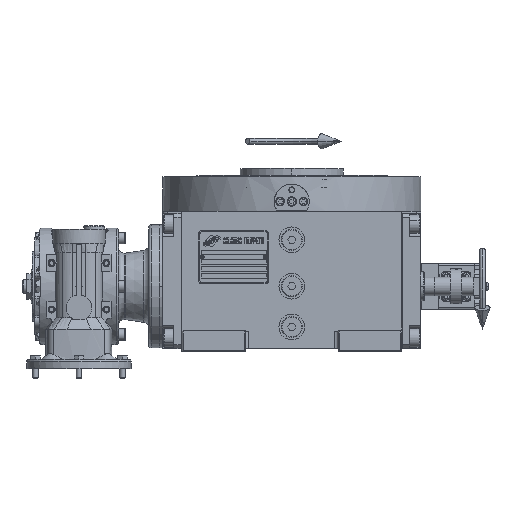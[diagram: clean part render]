
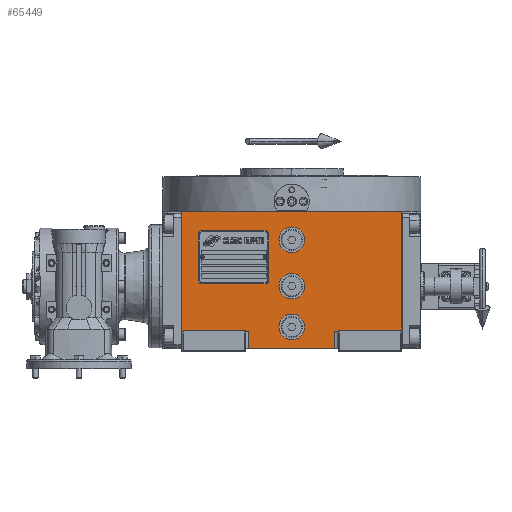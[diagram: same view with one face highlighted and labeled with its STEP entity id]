
A CAD part, top view. The second image highlights one B-rep face of the part: STEP entity #65449.
In plain terms, the highlighted planar face has unit normal (0, 0, 1).
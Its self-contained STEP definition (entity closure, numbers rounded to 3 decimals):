
#1705 = VERTEX_POINT ( 'NONE', #55774 ) ;
#2206 = VECTOR ( 'NONE', #78952, 1000. ) ;
#2780 = EDGE_LOOP ( 'NONE', ( #117208, #46588, #13375, #7382, #87396, #96280, #96312, #107345 ) ) ;
#3541 = AXIS2_PLACEMENT_3D ( 'NONE', #43879, #92944, #25854 ) ;
#3895 = AXIS2_PLACEMENT_3D ( 'NONE', #115082, #41116, #29974 ) ;
#4029 = FACE_BOUND ( 'NONE', #105915, .T. ) ;
#4665 = DIRECTION ( 'NONE',  ( 1., 0., 0. ) ) ;
#7382 = ORIENTED_EDGE ( 'NONE', *, *, #85376, .T. ) ;
#7914 = VERTEX_POINT ( 'NONE', #47858 ) ;
#8421 = EDGE_CURVE ( 'NONE', #7914, #25366, #11952, .T. ) ;
#9741 = ORIENTED_EDGE ( 'NONE', *, *, #71623, .F. ) ;
#9855 = VECTOR ( 'NONE', #20683, 1000. ) ;
#10626 = CARTESIAN_POINT ( 'NONE',  ( -94.5, 64.5, 163.5 ) ) ;
#11239 = EDGE_CURVE ( 'NONE', #66963, #1705, #33948, .T. ) ;
#11400 = VERTEX_POINT ( 'NONE', #13133 ) ;
#11952 = LINE ( 'NONE', #105804, #9855 ) ;
#13133 = CARTESIAN_POINT ( 'NONE',  ( 94.5, -38.5, 163.5 ) ) ;
#13375 = ORIENTED_EDGE ( 'NONE', *, *, #92618, .T. ) ;
#13406 = VECTOR ( 'NONE', #16902, 1000. ) ;
#16034 = LINE ( 'NONE', #42760, #121603 ) ;
#16902 = DIRECTION ( 'NONE',  ( 0., 1., 0. ) ) ;
#17384 = ORIENTED_EDGE ( 'NONE', *, *, #29760, .F. ) ;
#20026 = CARTESIAN_POINT ( 'NONE',  ( 0., 40., 163.5 ) ) ;
#20683 = DIRECTION ( 'NONE',  ( 1., 0., 0. ) ) ;
#23527 = VERTEX_POINT ( 'NONE', #52478 ) ;
#23603 = CARTESIAN_POINT ( 'NONE',  ( 11., -35., 163.5 ) ) ;
#24060 = CIRCLE ( 'NONE', #63797, 11. ) ;
#24204 = VERTEX_POINT ( 'NONE', #38561 ) ;
#24874 = EDGE_CURVE ( 'NONE', #49383, #47794, #69433, .T. ) ;
#24970 = LINE ( 'NONE', #102020, #13406 ) ;
#25366 = VERTEX_POINT ( 'NONE', #43623 ) ;
#25579 = VERTEX_POINT ( 'NONE', #95484 ) ;
#25854 = DIRECTION ( 'NONE',  ( 1., 0., 0. ) ) ;
#26511 = ORIENTED_EDGE ( 'NONE', *, *, #11239, .F. ) ;
#28137 = LINE ( 'NONE', #84077, #113847 ) ;
#28243 = CARTESIAN_POINT ( 'NONE',  ( -37., -53.5, 163.5 ) ) ;
#29760 = EDGE_CURVE ( 'NONE', #24204, #107178, #24060, .T. ) ;
#29974 = DIRECTION ( 'NONE',  ( 1., 0., 0. ) ) ;
#30542 = LINE ( 'NONE', #89512, #2206 ) ;
#32473 = DIRECTION ( 'NONE',  ( 0., 0., 1. ) ) ;
#33169 = CIRCLE ( 'NONE', #106623, 11. ) ;
#33458 = ORIENTED_EDGE ( 'NONE', *, *, #69749, .F. ) ;
#33948 = CIRCLE ( 'NONE', #83525, 11. ) ;
#38561 = CARTESIAN_POINT ( 'NONE',  ( -11., 0., 163.5 ) ) ;
#38683 = DIRECTION ( 'NONE',  ( 0., 1., 0. ) ) ;
#38721 = DIRECTION ( 'NONE',  ( 0., 0., 1. ) ) ;
#38880 = EDGE_CURVE ( 'NONE', #7914, #75916, #16034, .T. ) ;
#41116 = DIRECTION ( 'NONE',  ( 0., 0., 1. ) ) ;
#41632 = EDGE_CURVE ( 'NONE', #49383, #25366, #28137, .T. ) ;
#42760 = CARTESIAN_POINT ( 'NONE',  ( -94.5, -38.5, 163.5 ) ) ;
#43623 = CARTESIAN_POINT ( 'NONE',  ( -37., -38.5, 163.5 ) ) ;
#43879 = CARTESIAN_POINT ( 'NONE',  ( 0., 0., 163.5 ) ) ;
#45250 = CIRCLE ( 'NONE', #3541, 11. ) ;
#46588 = ORIENTED_EDGE ( 'NONE', *, *, #48494, .F. ) ;
#47794 = VERTEX_POINT ( 'NONE', #102859 ) ;
#47858 = CARTESIAN_POINT ( 'NONE',  ( -94.5, -38.5, 163.5 ) ) ;
#47975 = VECTOR ( 'NONE', #118674, 1000. ) ;
#48494 = EDGE_CURVE ( 'NONE', #25579, #47794, #30542, .T. ) ;
#48591 = DIRECTION ( 'NONE',  ( 1., 0., 0. ) ) ;
#49383 = VERTEX_POINT ( 'NONE', #28243 ) ;
#50754 = CARTESIAN_POINT ( 'NONE',  ( -11., -35., 163.5 ) ) ;
#50800 = CARTESIAN_POINT ( 'NONE',  ( -37., -53.5, 163.5 ) ) ;
#51234 = FACE_BOUND ( 'NONE', #100442, .T. ) ;
#51849 = FACE_BOUND ( 'NONE', #120357, .T. ) ;
#52478 = CARTESIAN_POINT ( 'NONE',  ( 94.5, 64.5, 163.5 ) ) ;
#54585 = CARTESIAN_POINT ( 'NONE',  ( 11., 0., 163.5 ) ) ;
#55774 = CARTESIAN_POINT ( 'NONE',  ( -11., 40., 163.5 ) ) ;
#57934 = DIRECTION ( 'NONE',  ( 0., 0., 1. ) ) ;
#60411 = DIRECTION ( 'NONE',  ( -1., 0., 0. ) ) ;
#61645 = VERTEX_POINT ( 'NONE', #50754 ) ;
#63797 = AXIS2_PLACEMENT_3D ( 'NONE', #93452, #38721, #102786 ) ;
#65449 = ADVANCED_FACE ( 'NONE', ( #51849, #51234, #4029, #90953 ), #89734, .T. ) ;
#66963 = VERTEX_POINT ( 'NONE', #79644 ) ;
#67147 = LINE ( 'NONE', #68369, #71617 ) ;
#68369 = CARTESIAN_POINT ( 'NONE',  ( 37., -38.5, 163.5 ) ) ;
#69433 = LINE ( 'NONE', #50800, #110803 ) ;
#69749 = EDGE_CURVE ( 'NONE', #107178, #24204, #45250, .T. ) ;
#70360 = DIRECTION ( 'NONE',  ( -1., 0., 0. ) ) ;
#70692 = DIRECTION ( 'NONE',  ( 0., 1., 0. ) ) ;
#71617 = VECTOR ( 'NONE', #115588, 1000. ) ;
#71623 = EDGE_CURVE ( 'NONE', #77003, #61645, #97089, .T. ) ;
#75916 = VERTEX_POINT ( 'NONE', #10626 ) ;
#77003 = VERTEX_POINT ( 'NONE', #23603 ) ;
#77833 = AXIS2_PLACEMENT_3D ( 'NONE', #80282, #32473, #70360 ) ;
#78301 = EDGE_CURVE ( 'NONE', #1705, #66963, #91720, .T. ) ;
#78952 = DIRECTION ( 'NONE',  ( 0., -1., 0. ) ) ;
#79644 = CARTESIAN_POINT ( 'NONE',  ( 11., 40., 163.5 ) ) ;
#80282 = CARTESIAN_POINT ( 'NONE',  ( 0., 40., 163.5 ) ) ;
#81004 = CARTESIAN_POINT ( 'NONE',  ( -94.5, -53.5, 163.5 ) ) ;
#83525 = AXIS2_PLACEMENT_3D ( 'NONE', #20026, #57934, #48591 ) ;
#84077 = CARTESIAN_POINT ( 'NONE',  ( -37., -53.5, 163.5 ) ) ;
#84269 = ORIENTED_EDGE ( 'NONE', *, *, #78301, .F. ) ;
#84682 = ORIENTED_EDGE ( 'NONE', *, *, #85278, .F. ) ;
#85278 = EDGE_CURVE ( 'NONE', #61645, #77003, #33169, .T. ) ;
#85376 = EDGE_CURVE ( 'NONE', #11400, #23527, #24970, .T. ) ;
#87396 = ORIENTED_EDGE ( 'NONE', *, *, #119894, .F. ) ;
#89512 = CARTESIAN_POINT ( 'NONE',  ( 37., -38.5, 163.5 ) ) ;
#89734 = PLANE ( 'NONE',  #106273 ) ;
#90953 = FACE_OUTER_BOUND ( 'NONE', #2780, .T. ) ;
#91720 = CIRCLE ( 'NONE', #77833, 11. ) ;
#92618 = EDGE_CURVE ( 'NONE', #25579, #11400, #67147, .T. ) ;
#92944 = DIRECTION ( 'NONE',  ( 0., 0., 1. ) ) ;
#93452 = CARTESIAN_POINT ( 'NONE',  ( 0., 0., 163.5 ) ) ;
#95484 = CARTESIAN_POINT ( 'NONE',  ( 37., -38.5, 163.5 ) ) ;
#96280 = ORIENTED_EDGE ( 'NONE', *, *, #38880, .F. ) ;
#96312 = ORIENTED_EDGE ( 'NONE', *, *, #8421, .T. ) ;
#97089 = CIRCLE ( 'NONE', #3895, 11. ) ;
#98914 = CARTESIAN_POINT ( 'NONE',  ( 0., -35., 163.5 ) ) ;
#100442 = EDGE_LOOP ( 'NONE', ( #9741, #84682 ) ) ;
#102020 = CARTESIAN_POINT ( 'NONE',  ( 94.5, -38.5, 163.5 ) ) ;
#102786 = DIRECTION ( 'NONE',  ( -1., 0., 0. ) ) ;
#102859 = CARTESIAN_POINT ( 'NONE',  ( 37., -53.5, 163.5 ) ) ;
#105804 = CARTESIAN_POINT ( 'NONE',  ( -94.5, -38.5, 163.5 ) ) ;
#105915 = EDGE_LOOP ( 'NONE', ( #26511, #84269 ) ) ;
#106273 = AXIS2_PLACEMENT_3D ( 'NONE', #81004, #109627, #4665 ) ;
#106623 = AXIS2_PLACEMENT_3D ( 'NONE', #98914, #118157, #60411 ) ;
#106737 = DIRECTION ( 'NONE',  ( 1., 0., 0. ) ) ;
#107178 = VERTEX_POINT ( 'NONE', #54585 ) ;
#107345 = ORIENTED_EDGE ( 'NONE', *, *, #41632, .F. ) ;
#108154 = LINE ( 'NONE', #108752, #47975 ) ;
#108752 = CARTESIAN_POINT ( 'NONE',  ( -94.5, 64.5, 163.5 ) ) ;
#109627 = DIRECTION ( 'NONE',  ( 0., 0., 1. ) ) ;
#110803 = VECTOR ( 'NONE', #106737, 1000. ) ;
#113847 = VECTOR ( 'NONE', #38683, 1000. ) ;
#115082 = CARTESIAN_POINT ( 'NONE',  ( 0., -35., 163.5 ) ) ;
#115588 = DIRECTION ( 'NONE',  ( 1., 0., 0. ) ) ;
#117208 = ORIENTED_EDGE ( 'NONE', *, *, #24874, .T. ) ;
#118157 = DIRECTION ( 'NONE',  ( 0., 0., 1. ) ) ;
#118674 = DIRECTION ( 'NONE',  ( 1., 0., 0. ) ) ;
#119894 = EDGE_CURVE ( 'NONE', #75916, #23527, #108154, .T. ) ;
#120357 = EDGE_LOOP ( 'NONE', ( #33458, #17384 ) ) ;
#121603 = VECTOR ( 'NONE', #70692, 1000. ) ;
